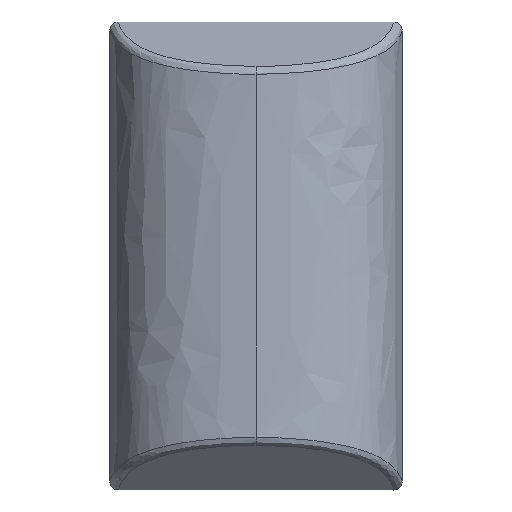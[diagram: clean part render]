
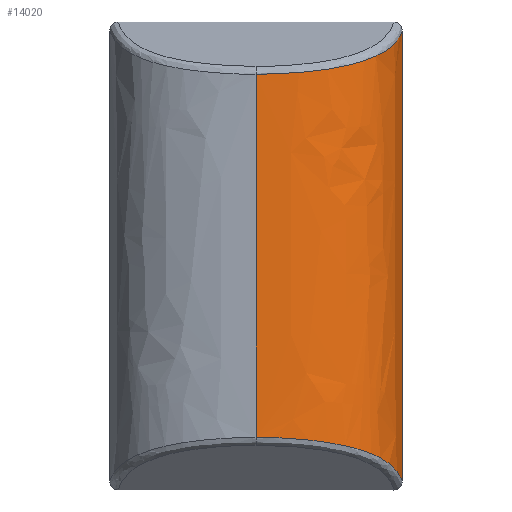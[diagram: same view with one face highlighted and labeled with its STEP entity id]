
A CAD part, top view. The second image highlights one B-rep face of the part: STEP entity #14020.
In plain terms, the highlighted face is a extrusion surface.
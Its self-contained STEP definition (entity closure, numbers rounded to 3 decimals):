
#14=CARTESIAN_POINT('',(5.,0.11,2.05));
#83=CARTESIAN_POINT('',(0.,14.,5.5));
#84=CARTESIAN_POINT('',(0.148,14.002,5.496));
#85=CARTESIAN_POINT('',(0.441,14.008,5.482));
#86=CARTESIAN_POINT('',(0.863,14.025,5.444));
#87=CARTESIAN_POINT('',(1.275,14.05,5.39));
#88=CARTESIAN_POINT('',(1.68,14.083,5.315));
#89=CARTESIAN_POINT('',(2.072,14.126,5.219));
#90=CARTESIAN_POINT('',(2.439,14.177,5.104));
#91=CARTESIAN_POINT('',(2.772,14.234,4.975));
#92=CARTESIAN_POINT('',(3.067,14.295,4.835));
#93=CARTESIAN_POINT('',(3.333,14.36,4.685));
#94=CARTESIAN_POINT('',(3.574,14.429,4.524));
#95=CARTESIAN_POINT('',(3.793,14.502,4.352));
#96=CARTESIAN_POINT('',(3.993,14.581,4.168));
#97=CARTESIAN_POINT('',(4.175,14.664,3.971));
#98=CARTESIAN_POINT('',(4.34,14.753,3.761));
#99=CARTESIAN_POINT('',(4.49,14.849,3.534));
#100=CARTESIAN_POINT('',(4.625,14.953,3.29));
#101=CARTESIAN_POINT('',(4.745,15.067,3.025));
#102=CARTESIAN_POINT('',(4.849,15.192,2.733));
#103=CARTESIAN_POINT('',(4.936,15.331,2.411));
#104=CARTESIAN_POINT('',(4.981,15.435,2.174));
#105=CARTESIAN_POINT('',(5.,15.49,2.05));
#107=DIRECTION('',(0.,-1.,0.));
#108=VECTOR('',#107,15.38);
#109=CARTESIAN_POINT('',(5.,15.49,2.05));
#110=LINE('',#109,#108);
#111=CARTESIAN_POINT('',(5.,0.11,2.05));
#112=CARTESIAN_POINT('',(4.981,0.165,2.174));
#113=CARTESIAN_POINT('',(4.936,0.269,2.411));
#114=CARTESIAN_POINT('',(4.849,0.408,2.733));
#115=CARTESIAN_POINT('',(4.745,0.533,3.024));
#116=CARTESIAN_POINT('',(4.625,0.647,3.29));
#117=CARTESIAN_POINT('',(4.489,0.751,3.535));
#118=CARTESIAN_POINT('',(4.339,0.847,3.762));
#119=CARTESIAN_POINT('',(4.173,0.937,3.973));
#120=CARTESIAN_POINT('',(3.991,1.02,4.169));
#121=CARTESIAN_POINT('',(3.793,1.098,4.352));
#122=CARTESIAN_POINT('',(3.573,1.171,4.524));
#123=CARTESIAN_POINT('',(3.331,1.24,4.686));
#124=CARTESIAN_POINT('',(3.064,1.306,4.837));
#125=CARTESIAN_POINT('',(2.771,1.367,4.975));
#126=CARTESIAN_POINT('',(2.442,1.423,5.103));
#127=CARTESIAN_POINT('',(2.075,1.473,5.218));
#128=CARTESIAN_POINT('',(1.678,1.517,5.316));
#129=CARTESIAN_POINT('',(1.272,1.551,5.39));
#130=CARTESIAN_POINT('',(0.861,1.575,5.444));
#131=CARTESIAN_POINT('',(0.44,1.591,5.482));
#132=CARTESIAN_POINT('',(0.148,1.598,5.496));
#133=CARTESIAN_POINT('',(0.,1.6,5.5));
#135=DIRECTION('',(0.,1.,0.));
#136=VECTOR('',#135,12.4);
#137=CARTESIAN_POINT('',(0.,1.6,5.5));
#138=LINE('',#137,#136);
#10537=VERTEX_POINT('',#14);
#10538=CARTESIAN_POINT('',(5.,15.49,2.05));
#10539=VERTEX_POINT('',#10538);
#10563=VERTEX_POINT('',#133);
#10565=VERTEX_POINT('',#83);
#14002=CARTESIAN_POINT('',(5.01,15.8,1.984));
#14003=CARTESIAN_POINT('',(5.006,15.8,2.006));
#14004=CARTESIAN_POINT('',(4.954,15.8,2.372));
#14005=CARTESIAN_POINT('',(4.406,15.8,4.454));
#14006=CARTESIAN_POINT('',(2.509,15.8,5.44));
#14007=CARTESIAN_POINT('',(-0.067,15.8,5.502));
#14009=DIRECTION('',(0.,1.,0.));
#14010=VECTOR('',#14009,1.);
#14011=SURFACE_OF_LINEAR_EXTRUSION('',#14008,#14010);
#14013=ORIENTED_EDGE('',*,*,#14012,.T.);
#14014=ORIENTED_EDGE('',*,*,#13864,.T.);
#14015=ORIENTED_EDGE('',*,*,#13992,.T.);
#14017=ORIENTED_EDGE('',*,*,#14016,.T.);
#14018=EDGE_LOOP('',(#14013,#14014,#14015,#14017));
#14019=FACE_OUTER_BOUND('',#14018,.F.);
#14020=ADVANCED_FACE('',(#14019),#14011,.F.);
#106=B_SPLINE_CURVE_WITH_KNOTS('',3,(#83,#84,#85,#86,#87,#88,#89,#90,#91,#92,
#93,#94,#95,#96,#97,#98,#99,#100,#101,#102,#103,#104,#105),.UNSPECIFIED.,.F.,
.F.,(4,1,1,1,1,1,1,1,1,1,1,1,1,1,1,1,1,1,1,1,4),(0.,0.05,0.1,0.15,0.2,
0.25,0.3,0.35,0.4,0.45,0.5,0.55,0.6,0.65,0.7,0.75,0.8,
0.85,0.9,0.95,1.),.UNSPECIFIED.);
#134=B_SPLINE_CURVE_WITH_KNOTS('',3,(#111,#112,#113,#114,#115,#116,#117,#118,
#119,#120,#121,#122,#123,#124,#125,#126,#127,#128,#129,#130,#131,#132,#133),
.UNSPECIFIED.,.F.,.F.,(4,1,1,1,1,1,1,1,1,1,1,1,1,1,1,1,1,1,1,1,4),(0.,0.05,
0.1,0.15,0.2,0.25,0.3,0.35,0.4,0.45,0.5,0.55,0.6,0.65,
0.7,0.75,0.8,0.85,0.9,0.95,1.),.UNSPECIFIED.);
#13864=EDGE_CURVE('',#10539,#10537,#110,.T.);
#13992=EDGE_CURVE('',#10537,#10563,#134,.T.);
#14008=B_SPLINE_CURVE_WITH_KNOTS('',3,(#14002,#14003,#14004,#14005,#14006,
#14007),.UNSPECIFIED.,.F.,.F.,(4,1,1,4),(0.,0.01,
0.162,1.),.UNSPECIFIED.);
#14012=EDGE_CURVE('',#10565,#10539,#106,.T.);
#14016=EDGE_CURVE('',#10563,#10565,#138,.T.);
